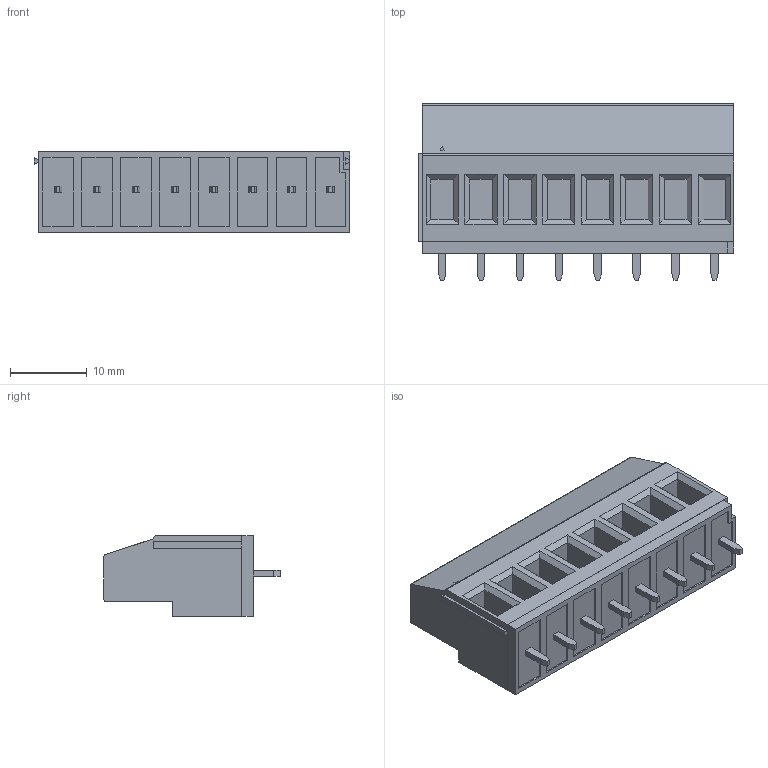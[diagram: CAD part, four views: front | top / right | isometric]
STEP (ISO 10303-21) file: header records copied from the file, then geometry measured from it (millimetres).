
FILE_DESCRIPTION (( 'STEP AP214' ), '1' );
FILE_NAME ('DG129-5.08-08P-14-00AH.STEP', '2021-01-12T19:40:27', ( '' ), ( '' ), 'SwSTEP 2.0', 'SolidWorks 2020', '' );
FILE_SCHEMA (( 'AUTOMOTIVE_DESIGN' ));
Length unit declared in the file: millimetre
Products named in the file (1): DG129-5.08-08P-14-00AH
Bounding box: 41.24 x 23 x 10.5 mm (x, y, z)
Volume: 6062.7 mm3; surface area: 4416 mm2
Topology: 1 solids, 1 shells, 815 faces, 2079 edges, 1352 vertices
Faces by surface type: plane 460, bspline 222, cylinder 79, torus 40, cone 14
Entity records: 40831 total; most frequent: CARTESIAN_POINT 16781, ORIENTED_EDGE 4158, DIRECTION 3107, EDGE_CURVE 2079, VERTEX_POINT 1352, LINE 1319, VECTOR 1319, EDGE_LOOP 901
